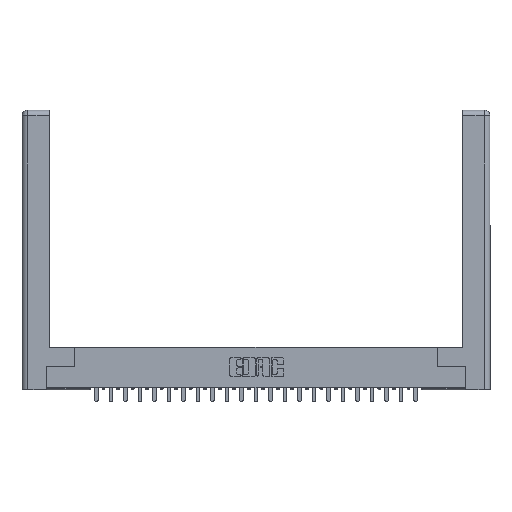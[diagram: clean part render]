
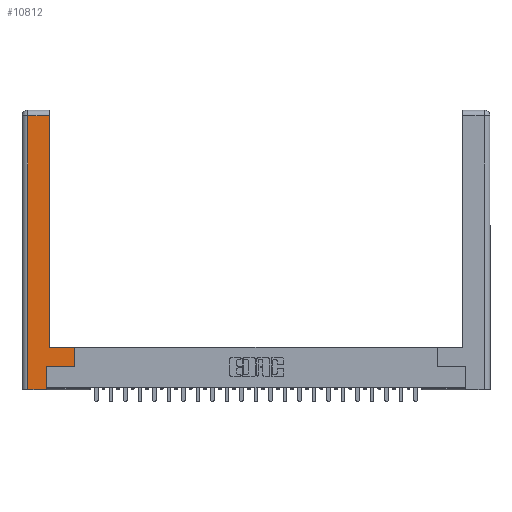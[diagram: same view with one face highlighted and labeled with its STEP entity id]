
A CAD part, top view. The second image highlights one B-rep face of the part: STEP entity #10812.
In plain terms, the highlighted planar face has unit normal (0, 0, 1).
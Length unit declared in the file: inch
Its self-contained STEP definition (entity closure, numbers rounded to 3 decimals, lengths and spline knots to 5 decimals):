
#1402 = CARTESIAN_POINT ( 'NONE',  ( 0.265, 0., 0. ) ) ;
#1638 = VERTEX_POINT ( 'NONE', #23637 ) ;
#1854 = CARTESIAN_POINT ( 'NONE',  ( 0.0615, 0., 0. ) ) ;
#1910 = CARTESIAN_POINT ( 'NONE',  ( 0.565, 0.45, 0. ) ) ;
#2047 = CARTESIAN_POINT ( 'NONE',  ( 0.295, 0.45, 0. ) ) ;
#2338 = DIRECTION ( 'NONE',  ( 0., 1., 0. ) ) ;
#2378 = VECTOR ( 'NONE', #13575, 39.37008 ) ;
#2693 = EDGE_CURVE ( 'NONE', #18409, #5532, #20722, .T. ) ;
#2922 = LINE ( 'NONE', #10474, #7212 ) ;
#2941 = EDGE_CURVE ( 'NONE', #23939, #1638, #9124, .T. ) ;
#2945 = EDGE_LOOP ( 'NONE', ( #24064, #12530, #23044, #14824, #9863, #10680, #23214, #11935 ) ) ;
#3264 = VECTOR ( 'NONE', #3335, 39.37008 ) ;
#3335 = DIRECTION ( 'NONE',  ( 0., -1., 0. ) ) ;
#3925 = LINE ( 'NONE', #13659, #3264 ) ;
#4238 = DIRECTION ( 'NONE',  ( 1., 0., 0. ) ) ;
#4474 = CARTESIAN_POINT ( 'NONE',  ( 0.565, 0.45, 0. ) ) ;
#4538 = VERTEX_POINT ( 'NONE', #1854 ) ;
#4710 = LINE ( 'NONE', #26435, #20285 ) ;
#4969 = EDGE_CURVE ( 'NONE', #5532, #19625, #8668, .T. ) ;
#5270 = VERTEX_POINT ( 'NONE', #1910 ) ;
#5532 = VERTEX_POINT ( 'NONE', #15217 ) ;
#6990 = DIRECTION ( 'NONE',  ( -1., 0., 0. ) ) ;
#7212 = VECTOR ( 'NONE', #4238, 39.37008 ) ;
#8668 = LINE ( 'NONE', #9511, #2378 ) ;
#8822 = DIRECTION ( 'NONE',  ( -1., 0., 0. ) ) ;
#9124 = LINE ( 'NONE', #20836, #19778 ) ;
#9164 = LINE ( 'NONE', #21026, #19199 ) ;
#9511 = CARTESIAN_POINT ( 'NONE',  ( 0.565, 0.245, 0. ) ) ;
#9863 = ORIENTED_EDGE ( 'NONE', *, *, #2693, .T. ) ;
#9934 = DIRECTION ( 'NONE',  ( 0., 1., 0. ) ) ;
#10474 = CARTESIAN_POINT ( 'NONE',  ( 0.265, 0., 0. ) ) ;
#10680 = ORIENTED_EDGE ( 'NONE', *, *, #4969, .T. ) ;
#10812 = ADVANCED_FACE ( 'NONE', ( #16457 ), #17084, .F. ) ;
#11935 = ORIENTED_EDGE ( 'NONE', *, *, #25478, .T. ) ;
#12193 = EDGE_CURVE ( 'NONE', #1638, #4538, #3925, .T. ) ;
#12477 = EDGE_CURVE ( 'NONE', #4538, #18409, #2922, .T. ) ;
#12530 = ORIENTED_EDGE ( 'NONE', *, *, #2941, .T. ) ;
#12739 = AXIS2_PLACEMENT_3D ( 'NONE', #13100, #19095, #6990 ) ;
#12826 = EDGE_CURVE ( 'NONE', #16917, #23939, #9164, .T. ) ;
#13100 = CARTESIAN_POINT ( 'NONE',  ( 0., 0., 0. ) ) ;
#13575 = DIRECTION ( 'NONE',  ( 1., 0., 0. ) ) ;
#13659 = CARTESIAN_POINT ( 'NONE',  ( 0.0615, 0., 0. ) ) ;
#14824 = ORIENTED_EDGE ( 'NONE', *, *, #12477, .T. ) ;
#15130 = LINE ( 'NONE', #4474, #19157 ) ;
#15217 = CARTESIAN_POINT ( 'NONE',  ( 0.265, 0.245, 0. ) ) ;
#16457 = FACE_OUTER_BOUND ( 'NONE', #2945, .T. ) ;
#16518 = EDGE_CURVE ( 'NONE', #19625, #5270, #15130, .T. ) ;
#16917 = VERTEX_POINT ( 'NONE', #2047 ) ;
#17084 = PLANE ( 'NONE',  #12739 ) ;
#17800 = CARTESIAN_POINT ( 'NONE',  ( 0.565, 0.245, 0. ) ) ;
#18409 = VERTEX_POINT ( 'NONE', #1402 ) ;
#19095 = DIRECTION ( 'NONE',  ( 0., 0., -1. ) ) ;
#19157 = VECTOR ( 'NONE', #2338, 39.37008 ) ;
#19199 = VECTOR ( 'NONE', #23050, 39.37008 ) ;
#19625 = VERTEX_POINT ( 'NONE', #17800 ) ;
#19778 = VECTOR ( 'NONE', #8822, 39.37008 ) ;
#20094 = VECTOR ( 'NONE', #9934, 39.37008 ) ;
#20285 = VECTOR ( 'NONE', #22498, 39.37008 ) ;
#20722 = LINE ( 'NONE', #21899, #20094 ) ;
#20836 = CARTESIAN_POINT ( 'NONE',  ( 0.0615, 2.94, 0. ) ) ;
#21026 = CARTESIAN_POINT ( 'NONE',  ( 0.295, 3., 0. ) ) ;
#21899 = CARTESIAN_POINT ( 'NONE',  ( 0.265, 0.245, 0. ) ) ;
#22498 = DIRECTION ( 'NONE',  ( -1., 0., 0. ) ) ;
#23044 = ORIENTED_EDGE ( 'NONE', *, *, #12193, .T. ) ;
#23050 = DIRECTION ( 'NONE',  ( 0., 1., 0. ) ) ;
#23214 = ORIENTED_EDGE ( 'NONE', *, *, #16518, .T. ) ;
#23637 = CARTESIAN_POINT ( 'NONE',  ( 0.0615, 2.94, 0. ) ) ;
#23939 = VERTEX_POINT ( 'NONE', #25462 ) ;
#24064 = ORIENTED_EDGE ( 'NONE', *, *, #12826, .T. ) ;
#25462 = CARTESIAN_POINT ( 'NONE',  ( 0.295, 2.94, 0. ) ) ;
#25478 = EDGE_CURVE ( 'NONE', #5270, #16917, #4710, .T. ) ;
#26435 = CARTESIAN_POINT ( 'NONE',  ( 0.295, 0.45, 0. ) ) ;
